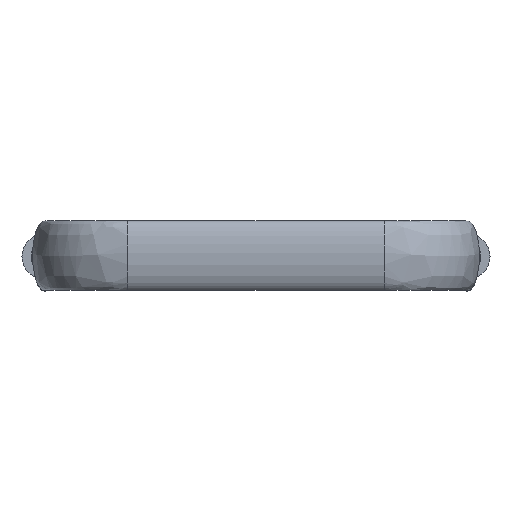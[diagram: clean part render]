
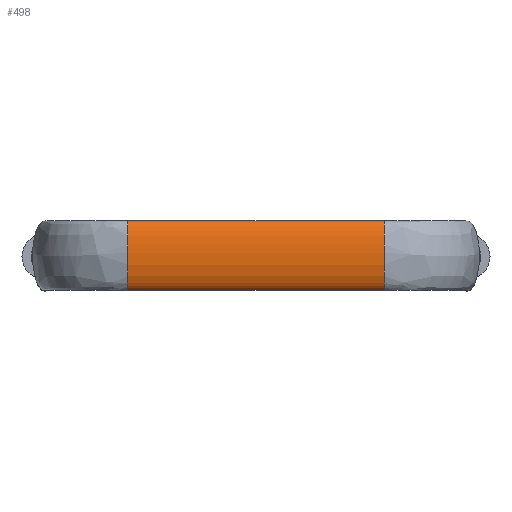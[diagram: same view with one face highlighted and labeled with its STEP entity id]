
A CAD part, top view. The second image highlights one B-rep face of the part: STEP entity #498.
In plain terms, the highlighted free-form (B-spline) face has degree [3, 1] with [7, 2] control points.
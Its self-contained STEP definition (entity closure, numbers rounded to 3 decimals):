
#9 = CARTESIAN_POINT ( 'NONE',  ( 4.62, 1.25, 24.289 ) ) ;
#20 = EDGE_CURVE ( 'NONE', #705, #457, #948, .T. ) ;
#65 = CARTESIAN_POINT ( 'NONE',  ( 4.62, -1.25, 24.289 ) ) ;
#67 =( BOUNDED_CURVE ( )  B_SPLINE_CURVE ( 3, ( #545, #9, #216, #1034 ),
 .UNSPECIFIED., .F., .F. ) 
 B_SPLINE_CURVE_WITH_KNOTS ( ( 4, 4 ),
 ( 3.142, 6.283 ),
 .UNSPECIFIED. ) 
 CURVE ( )  GEOMETRIC_REPRESENTATION_ITEM ( )  RATIONAL_B_SPLINE_CURVE ( ( 1., 0.333, 0.333, 1. ) ) 
 REPRESENTATION_ITEM ( '' )  );
#72 = VERTEX_POINT ( 'NONE', #902 ) ;
#84 = ORIENTED_EDGE ( 'NONE', *, *, #150, .F. ) ;
#117 = CARTESIAN_POINT ( 'NONE',  ( -4.62, -1.25, 23.4 ) ) ;
#148 = CARTESIAN_POINT ( 'NONE',  ( -4.62, 1.25, 22.511 ) ) ;
#150 = EDGE_CURVE ( 'NONE', #511, #705, #67, .T. ) ;
#151 = CARTESIAN_POINT ( 'NONE',  ( 4.62, -1.25, 23.4 ) ) ;
#161 = CARTESIAN_POINT ( 'NONE',  ( 4.62, -1.25, 22.511 ) ) ;
#216 = CARTESIAN_POINT ( 'NONE',  ( 4.62, -1.25, 24.289 ) ) ;
#248 = CARTESIAN_POINT ( 'NONE',  ( -4.62, 1.25, 24.289 ) ) ;
#249 = CARTESIAN_POINT ( 'NONE',  ( -4.62, 1.25, 23.4 ) ) ;
#282 =( BOUNDED_SURFACE ( )  B_SPLINE_SURFACE ( 3, 1, ( 
 ( #431, #339 ),
 ( #161, #971 ),
 ( #1148, #148 ),
 ( #604, #1145 ),
 ( #976, #248 ),
 ( #65, #802 ),
 ( #151, #797 ) ),
 .UNSPECIFIED., .T., .F., .F. ) 
 B_SPLINE_SURFACE_WITH_KNOTS ( ( 4, 3, 4 ),
 ( 2, 2 ),
 ( 0., 0.5, 1. ),
 ( 0., 1. ),
 .UNSPECIFIED. ) 
 GEOMETRIC_REPRESENTATION_ITEM ( )  RATIONAL_B_SPLINE_SURFACE ( (
 ( 1., 1.),
 ( 0.333, 0.333),
 ( 0.333, 0.333),
 ( 1., 1.),
 ( 0.333, 0.333),
 ( 0.333, 0.333),
 ( 1., 1.) ) ) 
 REPRESENTATION_ITEM ( '' )  SURFACE ( )  );
#292 = CARTESIAN_POINT ( 'NONE',  ( 4.62, -1.25, 23.4 ) ) ;
#330 = EDGE_LOOP ( 'NONE', ( #84, #399, #1024, #928 ) ) ;
#339 = CARTESIAN_POINT ( 'NONE',  ( -4.62, -1.25, 23.4 ) ) ;
#399 = ORIENTED_EDGE ( 'NONE', *, *, #930, .T. ) ;
#429 =( BOUNDED_CURVE ( )  B_SPLINE_CURVE ( 3, ( #913, #848, #740, #117 ),
 .UNSPECIFIED., .F., .F. ) 
 B_SPLINE_CURVE_WITH_KNOTS ( ( 4, 4 ),
 ( 3.142, 6.283 ),
 .UNSPECIFIED. ) 
 CURVE ( )  GEOMETRIC_REPRESENTATION_ITEM ( )  RATIONAL_B_SPLINE_CURVE ( ( 1., 0.333, 0.333, 1. ) ) 
 REPRESENTATION_ITEM ( '' )  );
#431 = CARTESIAN_POINT ( 'NONE',  ( 4.62, -1.25, 23.4 ) ) ;
#457 = VERTEX_POINT ( 'NONE', #868 ) ;
#498 = ADVANCED_FACE ( 'NONE', ( #788 ), #282, .F. ) ;
#511 = VERTEX_POINT ( 'NONE', #529 ) ;
#529 = CARTESIAN_POINT ( 'NONE',  ( 4.62, 1.25, 23.4 ) ) ;
#532 = CARTESIAN_POINT ( 'NONE',  ( 4.62, -1.25, 23.4 ) ) ;
#545 = CARTESIAN_POINT ( 'NONE',  ( 4.62, 1.25, 23.4 ) ) ;
#579 = B_SPLINE_CURVE_WITH_KNOTS ( 'NONE', 1,
 ( #983, #249 ),
 .UNSPECIFIED., .F., .F.,
 ( 2, 2 ),
 ( 0., 1. ),
 .UNSPECIFIED. ) ;
#604 = CARTESIAN_POINT ( 'NONE',  ( 4.62, 1.25, 23.4 ) ) ;
#619 = EDGE_CURVE ( 'NONE', #72, #457, #429, .T. ) ;
#705 = VERTEX_POINT ( 'NONE', #292 ) ;
#740 = CARTESIAN_POINT ( 'NONE',  ( -4.62, -1.25, 24.289 ) ) ;
#788 = FACE_OUTER_BOUND ( 'NONE', #330, .T. ) ;
#797 = CARTESIAN_POINT ( 'NONE',  ( -4.62, -1.25, 23.4 ) ) ;
#802 = CARTESIAN_POINT ( 'NONE',  ( -4.62, -1.25, 24.289 ) ) ;
#848 = CARTESIAN_POINT ( 'NONE',  ( -4.62, 1.25, 24.289 ) ) ;
#868 = CARTESIAN_POINT ( 'NONE',  ( -4.62, -1.25, 23.4 ) ) ;
#891 = CARTESIAN_POINT ( 'NONE',  ( -4.62, -1.25, 23.4 ) ) ;
#902 = CARTESIAN_POINT ( 'NONE',  ( -4.62, 1.25, 23.4 ) ) ;
#913 = CARTESIAN_POINT ( 'NONE',  ( -4.62, 1.25, 23.4 ) ) ;
#928 = ORIENTED_EDGE ( 'NONE', *, *, #20, .F. ) ;
#930 = EDGE_CURVE ( 'NONE', #511, #72, #579, .T. ) ;
#948 = B_SPLINE_CURVE_WITH_KNOTS ( 'NONE', 1,
 ( #532, #891 ),
 .UNSPECIFIED., .F., .F.,
 ( 2, 2 ),
 ( 0., 1. ),
 .UNSPECIFIED. ) ;
#971 = CARTESIAN_POINT ( 'NONE',  ( -4.62, -1.25, 22.511 ) ) ;
#976 = CARTESIAN_POINT ( 'NONE',  ( 4.62, 1.25, 24.289 ) ) ;
#983 = CARTESIAN_POINT ( 'NONE',  ( 4.62, 1.25, 23.4 ) ) ;
#1024 = ORIENTED_EDGE ( 'NONE', *, *, #619, .T. ) ;
#1034 = CARTESIAN_POINT ( 'NONE',  ( 4.62, -1.25, 23.4 ) ) ;
#1145 = CARTESIAN_POINT ( 'NONE',  ( -4.62, 1.25, 23.4 ) ) ;
#1148 = CARTESIAN_POINT ( 'NONE',  ( 4.62, 1.25, 22.511 ) ) ;
